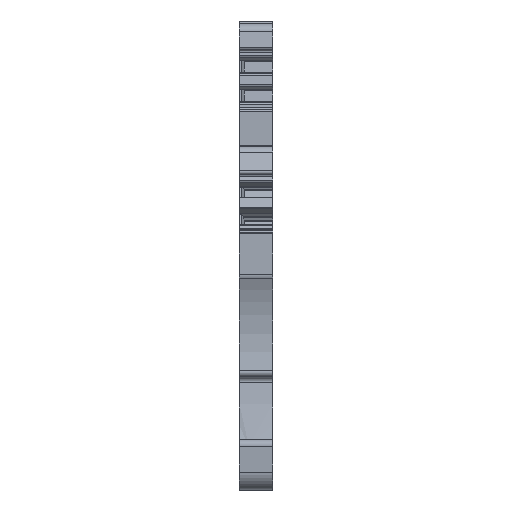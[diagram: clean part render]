
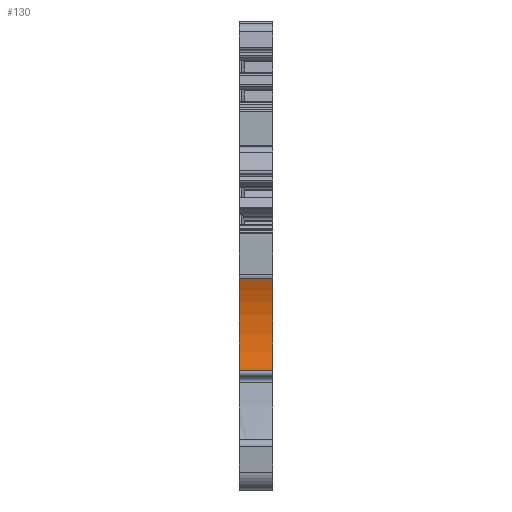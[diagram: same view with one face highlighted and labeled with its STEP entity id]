
A CAD part, front view. The second image highlights one B-rep face of the part: STEP entity #130.
In plain terms, the highlighted cylindrical face has radius 15 mm (diameter 30 mm), a partial arc.
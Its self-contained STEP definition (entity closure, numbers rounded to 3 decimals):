
#78=AXIS2_PLACEMENT_3D('Cylinder Axis2P3D',#75,#76,#77) ;
#82=AXIS2_PLACEMENT_3D('Circle Axis2P3D',#80,#81,$) ;
#98=AXIS2_PLACEMENT_3D('Circle Axis2P3D',#96,#97,$) ;
#105=AXIS2_PLACEMENT_3D('Circle Axis2P3D',#103,#104,$) ;
#119=AXIS2_PLACEMENT_3D('Circle Axis2P3D',#117,#118,$) ;
#75=CARTESIAN_POINT('Axis2P3D Location',(1.75,-13.679,16.328)) ;
#80=CARTESIAN_POINT('Axis2P3D Location',(3.5,-13.679,16.328)) ;
#84=CARTESIAN_POINT('Vertex',(3.5,1.171,18.445)) ;
#86=CARTESIAN_POINT('Vertex',(3.5,0.083,22.297)) ;
#89=CARTESIAN_POINT('Line Origine',(1.75,0.083,22.297)) ;
#93=CARTESIAN_POINT('Vertex',(0.,0.083,22.297)) ;
#96=CARTESIAN_POINT('Axis2P3D Location',(0.,-13.679,16.328)) ;
#100=CARTESIAN_POINT('Vertex',(0.,1.171,18.445)) ;
#103=CARTESIAN_POINT('Axis2P3D Location',(0.,-13.679,16.328)) ;
#107=CARTESIAN_POINT('Vertex',(0.,0.831,12.527)) ;
#110=CARTESIAN_POINT('Line Origine',(1.75,0.831,12.527)) ;
#114=CARTESIAN_POINT('Vertex',(3.5,0.831,12.527)) ;
#117=CARTESIAN_POINT('Axis2P3D Location',(3.5,-13.679,16.328)) ;
#76=DIRECTION('Axis2P3D Direction',(-1.,0.,0.)) ;
#77=DIRECTION('Axis2P3D XDirection',(0.,0.917,0.398)) ;
#81=DIRECTION('Axis2P3D Direction',(-1.,0.,0.)) ;
#90=DIRECTION('Vector Direction',(-1.,0.,0.)) ;
#97=DIRECTION('Axis2P3D Direction',(-1.,0.,0.)) ;
#104=DIRECTION('Axis2P3D Direction',(-1.,0.,0.)) ;
#111=DIRECTION('Vector Direction',(-1.,0.,0.)) ;
#118=DIRECTION('Axis2P3D Direction',(-1.,0.,0.)) ;
#91=VECTOR('Line Direction',#90,1.) ;
#112=VECTOR('Line Direction',#111,1.) ;
#123=ORIENTED_EDGE('',*,*,#88,.T.) ;
#124=ORIENTED_EDGE('',*,*,#95,.T.) ;
#125=ORIENTED_EDGE('',*,*,#102,.F.) ;
#126=ORIENTED_EDGE('',*,*,#109,.F.) ;
#127=ORIENTED_EDGE('',*,*,#116,.F.) ;
#128=ORIENTED_EDGE('',*,*,#121,.T.) ;
#130=ADVANCED_FACE('KLTR',(#129),#79,.F.) ;
#83=CIRCLE('generated circle',#82,15.) ;
#99=CIRCLE('generated circle',#98,15.) ;
#106=CIRCLE('generated circle',#105,15.) ;
#120=CIRCLE('generated circle',#119,15.) ;
#79=CYLINDRICAL_SURFACE('generated cylinder',#78,15.) ;
#88=EDGE_CURVE('',#85,#87,#83,.F.) ;
#95=EDGE_CURVE('',#87,#94,#92,.T.) ;
#102=EDGE_CURVE('',#101,#94,#99,.F.) ;
#109=EDGE_CURVE('',#108,#101,#106,.F.) ;
#116=EDGE_CURVE('',#115,#108,#113,.T.) ;
#121=EDGE_CURVE('',#115,#85,#120,.F.) ;
#122=EDGE_LOOP('',(#123,#124,#125,#126,#127,#128)) ;
#129=FACE_OUTER_BOUND('',#122,.T.) ;
#92=LINE('Line',#89,#91) ;
#113=LINE('Line',#110,#112) ;
#85=VERTEX_POINT('',#84) ;
#87=VERTEX_POINT('',#86) ;
#94=VERTEX_POINT('',#93) ;
#101=VERTEX_POINT('',#100) ;
#108=VERTEX_POINT('',#107) ;
#115=VERTEX_POINT('',#114) ;
